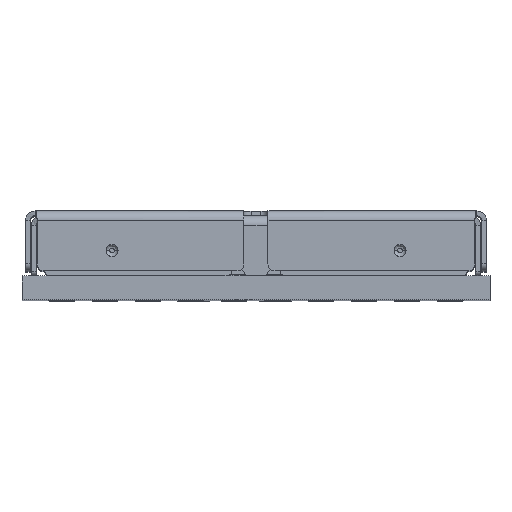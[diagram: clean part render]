
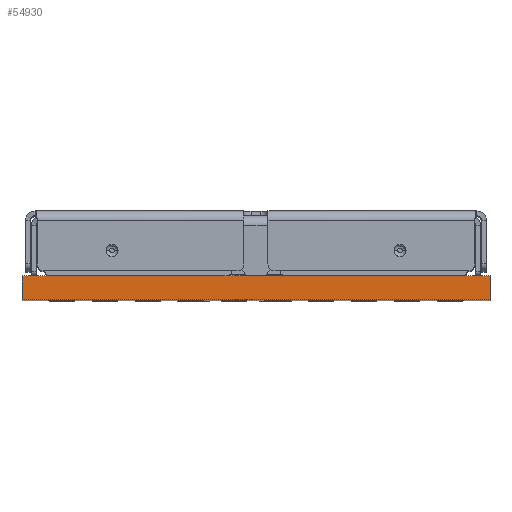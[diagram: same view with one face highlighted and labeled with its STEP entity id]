
A CAD part, top view. The second image highlights one B-rep face of the part: STEP entity #54930.
In plain terms, the highlighted planar face has unit normal (0, 0, 1).
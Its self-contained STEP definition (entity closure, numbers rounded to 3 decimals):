
#107 = CARTESIAN_POINT ( 'NONE',  ( -19.5, 0., 48.578 ) ) ;
#755 = VECTOR ( 'NONE', #53654, 1000. ) ;
#2293 = CARTESIAN_POINT ( 'NONE',  ( 0., 0., 48.578 ) ) ;
#3044 = LINE ( 'NONE', #45472, #39593 ) ;
#3060 = PLANE ( 'NONE',  #30162 ) ;
#9370 = ORIENTED_EDGE ( 'NONE', *, *, #13109, .F. ) ;
#10587 = VECTOR ( 'NONE', #79710, 1000. ) ;
#10655 = EDGE_LOOP ( 'NONE', ( #39527, #26515, #9370, #80799 ) ) ;
#13109 = EDGE_CURVE ( 'NONE', #13475, #58259, #43519, .T. ) ;
#13475 = VERTEX_POINT ( 'NONE', #51663 ) ;
#14555 = EDGE_CURVE ( 'NONE', #30322, #56883, #63936, .T. ) ;
#18475 = LINE ( 'NONE', #67658, #755 ) ;
#25684 = EDGE_CURVE ( 'NONE', #56883, #13475, #18475, .T. ) ;
#26515 = ORIENTED_EDGE ( 'NONE', *, *, #53658, .F. ) ;
#30162 = AXIS2_PLACEMENT_3D ( 'NONE', #39266, #44216, #50945 ) ;
#30322 = VERTEX_POINT ( 'NONE', #49652 ) ;
#32369 = CARTESIAN_POINT ( 'NONE',  ( 0., 0., 48.578 ) ) ;
#35316 = FACE_OUTER_BOUND ( 'NONE', #10655, .T. ) ;
#39266 = CARTESIAN_POINT ( 'NONE',  ( -19.5, 0., 48.578 ) ) ;
#39527 = ORIENTED_EDGE ( 'NONE', *, *, #14555, .F. ) ;
#39593 = VECTOR ( 'NONE', #65691, 1000. ) ;
#43391 = CARTESIAN_POINT ( 'NONE',  ( -19.5, 0.997, 48.578 ) ) ;
#43519 = LINE ( 'NONE', #107, #60204 ) ;
#44216 = DIRECTION ( 'NONE',  ( 0., 0., -1. ) ) ;
#45472 = CARTESIAN_POINT ( 'NONE',  ( -19.5, 0.997, 48.578 ) ) ;
#47632 = DIRECTION ( 'NONE',  ( 0., 1., 0. ) ) ;
#49652 = CARTESIAN_POINT ( 'NONE',  ( 0., 0.997, 48.578 ) ) ;
#50945 = DIRECTION ( 'NONE',  ( 0., 1., 0. ) ) ;
#51663 = CARTESIAN_POINT ( 'NONE',  ( -19.5, 0., 48.578 ) ) ;
#53654 = DIRECTION ( 'NONE',  ( -1., 0., 0. ) ) ;
#53658 = EDGE_CURVE ( 'NONE', #58259, #30322, #3044, .T. ) ;
#54930 = ADVANCED_FACE ( 'NONE', ( #35316 ), #3060, .F. ) ;
#56883 = VERTEX_POINT ( 'NONE', #2293 ) ;
#58259 = VERTEX_POINT ( 'NONE', #43391 ) ;
#60204 = VECTOR ( 'NONE', #47632, 1000. ) ;
#63936 = LINE ( 'NONE', #32369, #10587 ) ;
#65691 = DIRECTION ( 'NONE',  ( 1., 0., 0. ) ) ;
#67658 = CARTESIAN_POINT ( 'NONE',  ( -19.5, 0., 48.578 ) ) ;
#79710 = DIRECTION ( 'NONE',  ( 0., -1., 0. ) ) ;
#80799 = ORIENTED_EDGE ( 'NONE', *, *, #25684, .F. ) ;
